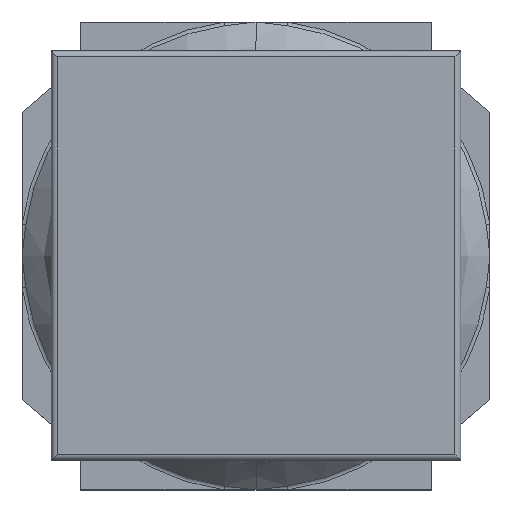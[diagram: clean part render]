
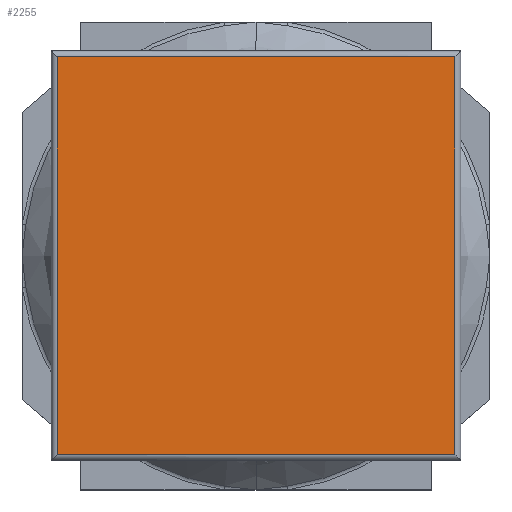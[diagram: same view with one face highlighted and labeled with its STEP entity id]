
A CAD part, top view. The second image highlights one B-rep face of the part: STEP entity #2255.
In plain terms, the highlighted planar face has unit normal (0, 0, 1).
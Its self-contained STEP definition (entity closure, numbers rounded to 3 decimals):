
#2255 = ADVANCED_FACE('',(#2256),#2290,.T.);
#2256 = FACE_BOUND('',#2257,.T.);
#2257 = EDGE_LOOP('',(#2258,#2268,#2276,#2284));
#2258 = ORIENTED_EDGE('',*,*,#2259,.T.);
#2259 = EDGE_CURVE('',#2260,#2262,#2264,.T.);
#2260 = VERTEX_POINT('',#2261);
#2261 = CARTESIAN_POINT('',(3.4,-3.4,3.6));
#2262 = VERTEX_POINT('',#2263);
#2263 = CARTESIAN_POINT('',(3.4,3.4,3.6));
#2264 = LINE('',#2265,#2266);
#2265 = CARTESIAN_POINT('',(3.4,0.,3.6));
#2266 = VECTOR('',#2267,1.);
#2267 = DIRECTION('',(0.,1.,0.));
#2268 = ORIENTED_EDGE('',*,*,#2269,.T.);
#2269 = EDGE_CURVE('',#2262,#2270,#2272,.T.);
#2270 = VERTEX_POINT('',#2271);
#2271 = CARTESIAN_POINT('',(-3.4,3.4,3.6));
#2272 = LINE('',#2273,#2274);
#2273 = CARTESIAN_POINT('',(3.5,3.4,3.6));
#2274 = VECTOR('',#2275,1.);
#2275 = DIRECTION('',(-1.,0.,0.));
#2276 = ORIENTED_EDGE('',*,*,#2277,.T.);
#2277 = EDGE_CURVE('',#2270,#2278,#2280,.T.);
#2278 = VERTEX_POINT('',#2279);
#2279 = CARTESIAN_POINT('',(-3.4,-3.4,3.6));
#2280 = LINE('',#2281,#2282);
#2281 = CARTESIAN_POINT('',(-3.4,-3.5,3.6));
#2282 = VECTOR('',#2283,1.);
#2283 = DIRECTION('',(0.,-1.,0.));
#2284 = ORIENTED_EDGE('',*,*,#2285,.T.);
#2285 = EDGE_CURVE('',#2278,#2260,#2286,.T.);
#2286 = LINE('',#2287,#2288);
#2287 = CARTESIAN_POINT('',(3.5,-3.4,3.6));
#2288 = VECTOR('',#2289,1.);
#2289 = DIRECTION('',(1.,0.,0.));
#2290 = PLANE('',#2291);
#2291 = AXIS2_PLACEMENT_3D('',#2292,#2293,#2294);
#2292 = CARTESIAN_POINT('',(3.5,0.,3.6));
#2293 = DIRECTION('',(0.,0.,1.));
#2294 = DIRECTION('',(1.,0.,0.));
